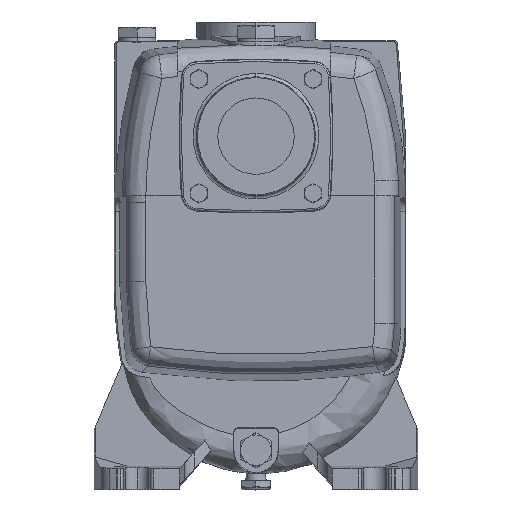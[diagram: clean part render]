
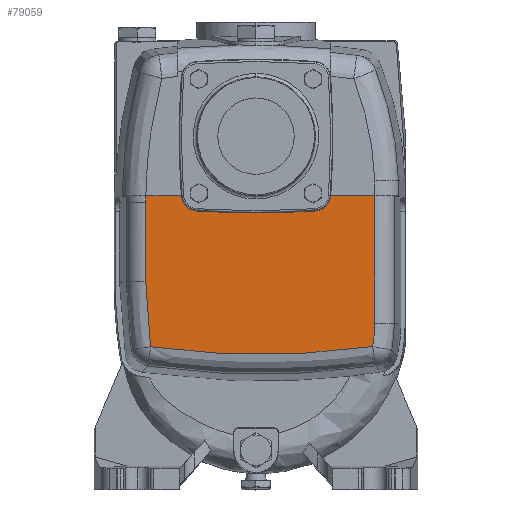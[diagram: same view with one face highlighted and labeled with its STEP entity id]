
A CAD part, top view. The second image highlights one B-rep face of the part: STEP entity #79059.
In plain terms, the highlighted face is planar.
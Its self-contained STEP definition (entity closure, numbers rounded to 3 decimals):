
#1168 = LINE ( 'NONE', #76094, #15270 ) ;
#1396 = CARTESIAN_POINT ( 'NONE',  ( 123.8, 69.891, 172.733 ) ) ;
#1422 = ORIENTED_EDGE ( 'NONE', *, *, #9299, .T. ) ;
#2228 = VERTEX_POINT ( 'NONE', #89578 ) ;
#2712 = CARTESIAN_POINT ( 'NONE',  ( 123.8, -64.847, 121.956 ) ) ;
#5037 = EDGE_CURVE ( 'NONE', #25775, #73066, #80873, .T. ) ;
#5975 = CARTESIAN_POINT ( 'NONE',  ( 123.8, 69.891, 96.48 ) ) ;
#6068 = FACE_OUTER_BOUND ( 'NONE', #74188, .T. ) ;
#6212 = ORIENTED_EDGE ( 'NONE', *, *, #5037, .T. ) ;
#6583 = CARTESIAN_POINT ( 'NONE',  ( 123.8, 68.663, 83.913 ) ) ;
#7170 = VERTEX_POINT ( 'NONE', #93888 ) ;
#9236 = CARTESIAN_POINT ( 'NONE',  ( 123.8, -64.145, 102.805 ) ) ;
#9299 = EDGE_CURVE ( 'NONE', #34066, #2228, #21171, .T. ) ;
#11166 = DIRECTION ( 'NONE',  ( 0., 0., -1. ) ) ;
#11719 = EDGE_CURVE ( 'NONE', #2228, #7170, #25177, .T. ) ;
#12626 = ORIENTED_EDGE ( 'NONE', *, *, #20342, .T. ) ;
#13124 = CARTESIAN_POINT ( 'NONE',  ( 123.8, -13.085, 79.079 ) ) ;
#13488 = LINE ( 'NONE', #79734, #34331 ) ;
#15270 = VECTOR ( 'NONE', #34304, 1000. ) ;
#16785 = CARTESIAN_POINT ( 'NONE',  ( 123.8, 69.224, 87.314 ) ) ;
#16964 = VECTOR ( 'NONE', #11166, 1000. ) ;
#18111 = VERTEX_POINT ( 'NONE', #93406 ) ;
#20342 = EDGE_CURVE ( 'NONE', #73066, #32042, #69997, .T. ) ;
#21171 = LINE ( 'NONE', #86862, #66659 ) ;
#21704 = EDGE_CURVE ( 'NONE', #77246, #69510, #60061, .T. ) ;
#22908 = CARTESIAN_POINT ( 'NONE',  ( 123.8, -64.847, 79.079 ) ) ;
#23173 = EDGE_CURVE ( 'NONE', #18111, #80433, #13488, .T. ) ;
#23333 = B_SPLINE_CURVE_WITH_KNOTS ( 'NONE', 2,
 ( #2712, #83636, #9236, #35847, #29851 ),
 .UNSPECIFIED., .F., .F.,
 ( 3, 2, 3 ),
 ( 0., 0.5, 1. ),
 .UNSPECIFIED. ) ;
#23356 = CARTESIAN_POINT ( 'NONE',  ( 123.8, 68.867, 85.043 ) ) ;
#24420 = VECTOR ( 'NONE', #43730, 1000. ) ;
#25177 = CIRCLE ( 'NONE', #52947, 3. ) ;
#25775 = VERTEX_POINT ( 'NONE', #82144 ) ;
#26188 = ORIENTED_EDGE ( 'NONE', *, *, #85425, .T. ) ;
#26634 = DIRECTION ( 'NONE',  ( 0., 1., 0. ) ) ;
#28587 = EDGE_CURVE ( 'NONE', #68231, #18111, #103986, .T. ) ;
#29851 = CARTESIAN_POINT ( 'NONE',  ( 123.8, -62.041, 83.757 ) ) ;
#29889 = CARTESIAN_POINT ( 'NONE',  ( 123.8, -64.847, 121.956 ) ) ;
#32042 = VERTEX_POINT ( 'NONE', #78254 ) ;
#32925 = AXIS2_PLACEMENT_3D ( 'NONE', #75464, #59189, #34224 ) ;
#34066 = VERTEX_POINT ( 'NONE', #52636 ) ;
#34224 = DIRECTION ( 'NONE',  ( 0., 0., 1. ) ) ;
#34304 = DIRECTION ( 'NONE',  ( 0., -1., 0. ) ) ;
#34331 = VECTOR ( 'NONE', #72639, 1000. ) ;
#35136 = ORIENTED_EDGE ( 'NONE', *, *, #11719, .T. ) ;
#35847 = CARTESIAN_POINT ( 'NONE',  ( 123.8, -63.442, 93.243 ) ) ;
#36135 = CARTESIAN_POINT ( 'NONE',  ( 123.8, 33.609, 174.071 ) ) ;
#39179 = CARTESIAN_POINT ( 'NONE',  ( 123.8, -45.814, 81.413 ) ) ;
#40196 = CARTESIAN_POINT ( 'NONE',  ( 123.8, 69.891, 97.629 ) ) ;
#42384 = DIRECTION ( 'NONE',  ( 1., 0., 0. ) ) ;
#43730 = DIRECTION ( 'NONE',  ( 0., 0., -1. ) ) ;
#46254 = CARTESIAN_POINT ( 'NONE',  ( 123.8, 19.717, 79.118 ) ) ;
#49844 = CARTESIAN_POINT ( 'NONE',  ( 123.8, -64.82, 172.733 ) ) ;
#52636 = CARTESIAN_POINT ( 'NONE',  ( 123.8, 69.891, 172.733 ) ) ;
#52947 = AXIS2_PLACEMENT_3D ( 'NONE', #36135, #93659, #84467 ) ;
#54397 = CARTESIAN_POINT ( 'NONE',  ( 123.8, -29.449, 80.246 ) ) ;
#55873 = CARTESIAN_POINT ( 'NONE',  ( 123.8, -64.847, 168.785 ) ) ;
#55944 = CARTESIAN_POINT ( 'NONE',  ( 123.8, 69.839, 94.182 ) ) ;
#56260 = ORIENTED_EDGE ( 'NONE', *, *, #23173, .T. ) ;
#59189 = DIRECTION ( 'NONE',  ( -1., 0., 0. ) ) ;
#59633 = ORIENTED_EDGE ( 'NONE', *, *, #21704, .T. ) ;
#60061 = LINE ( 'NONE', #87720, #16964 ) ;
#60424 = ORIENTED_EDGE ( 'NONE', *, *, #79316, .T. ) ;
#62240 = CARTESIAN_POINT ( 'NONE',  ( 123.8, 68.663, 83.913 ) ) ;
#66659 = VECTOR ( 'NONE', #96608, 1000. ) ;
#67390 = ORIENTED_EDGE ( 'NONE', *, *, #89588, .F. ) ;
#68231 = VERTEX_POINT ( 'NONE', #88360 ) ;
#69510 = VERTEX_POINT ( 'NONE', #29889 ) ;
#69997 = B_SPLINE_CURVE_WITH_KNOTS ( 'NONE', 3,
 ( #105849, #23356, #16785, #81444, #55944, #5975, #40196 ),
 .UNSPECIFIED., .F., .F.,
 ( 4, 1, 1, 1, 4 ),
 ( 0., 3.759, 7.519, 11.278, 15.037 ),
 .UNSPECIFIED. ) ;
#71707 = ORIENTED_EDGE ( 'NONE', *, *, #28587, .T. ) ;
#72639 = DIRECTION ( 'NONE',  ( 0., -1., 0. ) ) ;
#73066 = VERTEX_POINT ( 'NONE', #62240 ) ;
#74188 = EDGE_LOOP ( 'NONE', ( #6212, #12626, #67390, #1422, #35136, #26188, #71707, #56260, #105107, #59633, #60424 ) ) ;
#75464 = CARTESIAN_POINT ( 'NONE',  ( 123.8, -33.566, 174.071 ) ) ;
#76094 = CARTESIAN_POINT ( 'NONE',  ( 123.8, 30.924, 172.733 ) ) ;
#77246 = VERTEX_POINT ( 'NONE', #102168 ) ;
#78254 = CARTESIAN_POINT ( 'NONE',  ( 123.8, 69.891, 97.629 ) ) ;
#79059 = ADVANCED_FACE ( 'NONE', ( #6068 ), #105410, .T. ) ;
#79316 = EDGE_CURVE ( 'NONE', #69510, #25775, #23333, .T. ) ;
#79734 = CARTESIAN_POINT ( 'NONE',  ( 123.8, -36.251, 172.733 ) ) ;
#80433 = VERTEX_POINT ( 'NONE', #88743 ) ;
#80873 = B_SPLINE_CURVE_WITH_KNOTS ( 'NONE', 2,
 ( #89638, #39179, #54397, #13124, #96714, #46254, #97245, #80974, #6583 ),
 .UNSPECIFIED., .F., .F.,
 ( 3, 2, 2, 2, 3 ),
 ( 0., 0.25, 0.5, 0.75, 1. ),
 .UNSPECIFIED. ) ;
#80974 = CARTESIAN_POINT ( 'NONE',  ( 123.8, 52.44, 81.53 ) ) ;
#81444 = CARTESIAN_POINT ( 'NONE',  ( 123.8, 69.609, 90.741 ) ) ;
#82144 = CARTESIAN_POINT ( 'NONE',  ( 123.8, -62.041, 83.757 ) ) ;
#83636 = CARTESIAN_POINT ( 'NONE',  ( 123.8, -64.847, 112.368 ) ) ;
#84467 = DIRECTION ( 'NONE',  ( 0., 0., 1. ) ) ;
#85425 = EDGE_CURVE ( 'NONE', #7170, #68231, #1168, .T. ) ;
#86862 = CARTESIAN_POINT ( 'NONE',  ( 123.8, 69.891, 172.733 ) ) ;
#87720 = CARTESIAN_POINT ( 'NONE',  ( 123.8, -64.847, 168.785 ) ) ;
#88360 = CARTESIAN_POINT ( 'NONE',  ( 123.8, -30.88, 172.733 ) ) ;
#88743 = CARTESIAN_POINT ( 'NONE',  ( 123.8, -64.82, 172.733 ) ) ;
#89578 = CARTESIAN_POINT ( 'NONE',  ( 123.8, 36.295, 172.733 ) ) ;
#89588 = EDGE_CURVE ( 'NONE', #34066, #32042, #101264, .T. ) ;
#89638 = CARTESIAN_POINT ( 'NONE',  ( 123.8, -62.041, 83.757 ) ) ;
#93406 = CARTESIAN_POINT ( 'NONE',  ( 123.8, -36.251, 172.733 ) ) ;
#93659 = DIRECTION ( 'NONE',  ( -1., 0., 0. ) ) ;
#93888 = CARTESIAN_POINT ( 'NONE',  ( 123.8, 30.924, 172.733 ) ) ;
#96608 = DIRECTION ( 'NONE',  ( 0., -1., 0. ) ) ;
#96714 = CARTESIAN_POINT ( 'NONE',  ( 123.8, 3.316, 79.099 ) ) ;
#97245 = CARTESIAN_POINT ( 'NONE',  ( 123.8, 36.079, 80.324 ) ) ;
#101264 = LINE ( 'NONE', #1396, #24420 ) ;
#102035 = B_SPLINE_CURVE_WITH_KNOTS ( 'NONE', 2,
 ( #49844, #106311, #55873 ),
 .UNSPECIFIED., .F., .F.,
 ( 3, 3 ),
 ( 0., 1. ),
 .UNSPECIFIED. ) ;
#102168 = CARTESIAN_POINT ( 'NONE',  ( 123.8, -64.847, 168.785 ) ) ;
#103986 = CIRCLE ( 'NONE', #32925, 3. ) ;
#105107 = ORIENTED_EDGE ( 'NONE', *, *, #107447, .T. ) ;
#105296 = AXIS2_PLACEMENT_3D ( 'NONE', #22908, #42384, #26634 ) ;
#105410 = PLANE ( 'NONE',  #105296 ) ;
#105849 = CARTESIAN_POINT ( 'NONE',  ( 123.8, 68.663, 83.913 ) ) ;
#106311 = CARTESIAN_POINT ( 'NONE',  ( 123.8, -64.847, 170.759 ) ) ;
#107447 = EDGE_CURVE ( 'NONE', #80433, #77246, #102035, .T. ) ;
